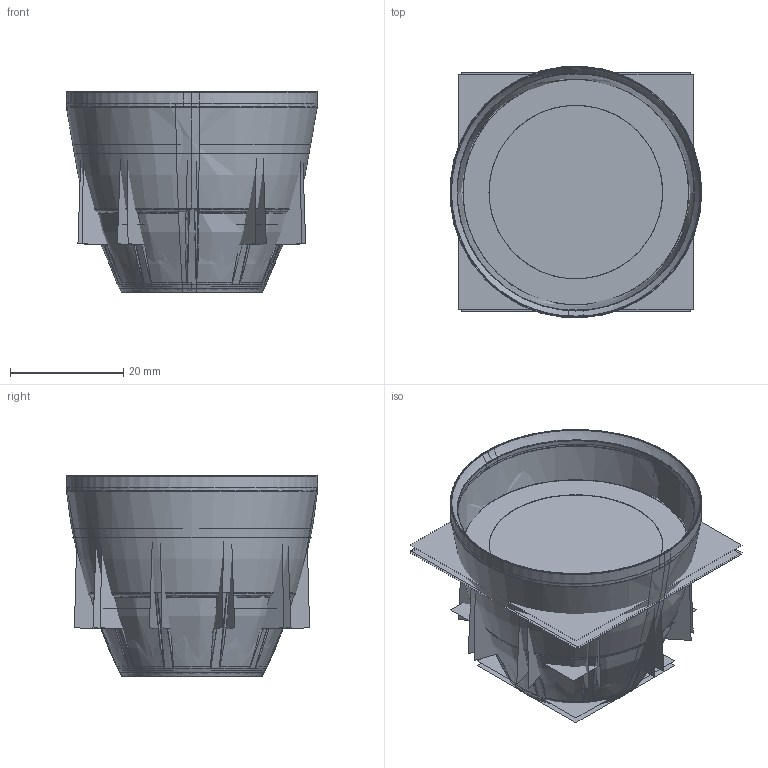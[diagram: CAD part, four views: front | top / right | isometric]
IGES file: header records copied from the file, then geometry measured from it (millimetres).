
Start section:  PTC IGES file: 145504.igs
Global section: file name: 145504.igs; native system: Creo Parametric by PTC Inc.; preprocessor: 2016260; author: pdmadmin; organization: Unknown; date: 20170323.091217; units: millimetre
Bounding box: 44.47 x 44.51 x 35.55 mm (x, y, z)
Volume: 7624.1 mm3; surface area: 102570.8 mm2
Topology: 2 solids, 2 shells, 282 faces, 1574 edges, 2018 vertices
Faces by surface type: revolution 172, bspline 110
